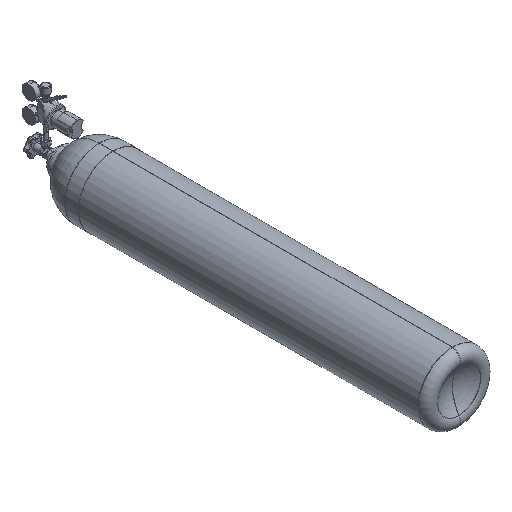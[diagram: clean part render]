
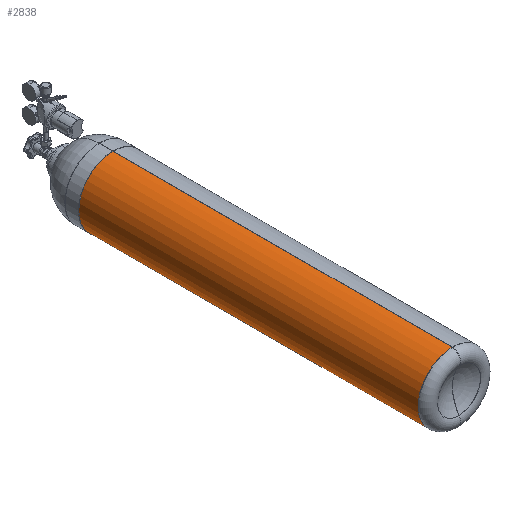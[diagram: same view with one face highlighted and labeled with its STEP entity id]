
A CAD part, isometric view. The second image highlights one B-rep face of the part: STEP entity #2838.
In plain terms, the highlighted cylindrical face has radius 125 mm (diameter 250 mm), a partial arc.
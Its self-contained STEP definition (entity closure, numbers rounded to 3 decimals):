
#258 = CYLINDRICAL_SURFACE ( 'NONE', #11167, 125. ) ;
#658 = VERTEX_POINT ( 'NONE', #11058 ) ;
#1040 = EDGE_CURVE ( 'NONE', #13563, #11986, #3014, .T. ) ;
#1572 = EDGE_CURVE ( 'NONE', #13563, #8248, #7115, .T. ) ;
#2838 = ADVANCED_FACE ( 'NONE', ( #10489 ), #258, .T. ) ;
#2871 = VECTOR ( 'NONE', #5663, 1000. ) ;
#3014 = CIRCLE ( 'NONE', #14687, 125. ) ;
#3600 = VECTOR ( 'NONE', #3982, 1000. ) ;
#3782 = DIRECTION ( 'NONE',  ( 0., 0., -1. ) ) ;
#3982 = DIRECTION ( 'NONE',  ( 0., -1., 0. ) ) ;
#5342 = DIRECTION ( 'NONE',  ( 0., -1., 0. ) ) ;
#5540 = CARTESIAN_POINT ( 'NONE',  ( 0., 0., 125. ) ) ;
#5622 = CARTESIAN_POINT ( 'NONE',  ( 0., 30., 125. ) ) ;
#5663 = DIRECTION ( 'NONE',  ( 0., -1., 0. ) ) ;
#6030 = CARTESIAN_POINT ( 'NONE',  ( 0., 1317.208, -125. ) ) ;
#7115 = LINE ( 'NONE', #5540, #3600 ) ;
#7223 = CARTESIAN_POINT ( 'NONE',  ( 0., 0., -125. ) ) ;
#7571 = ORIENTED_EDGE ( 'NONE', *, *, #9103, .T. ) ;
#7598 = EDGE_CURVE ( 'NONE', #8248, #658, #9404, .T. ) ;
#8248 = VERTEX_POINT ( 'NONE', #5622 ) ;
#8461 = CARTESIAN_POINT ( 'NONE',  ( 0., 1317.208, 0. ) ) ;
#8659 = DIRECTION ( 'NONE',  ( 0., 0., -1. ) ) ;
#8773 = LINE ( 'NONE', #7223, #2871 ) ;
#9103 = EDGE_CURVE ( 'NONE', #11986, #658, #8773, .T. ) ;
#9404 = CIRCLE ( 'NONE', #13001, 125. ) ;
#9987 = DIRECTION ( 'NONE',  ( 0., 0., -1. ) ) ;
#10216 = DIRECTION ( 'NONE',  ( 0., -1., 0. ) ) ;
#10489 = FACE_OUTER_BOUND ( 'NONE', #10821, .T. ) ;
#10821 = EDGE_LOOP ( 'NONE', ( #12944, #11609, #7571, #11894 ) ) ;
#11058 = CARTESIAN_POINT ( 'NONE',  ( 0., 30., -125. ) ) ;
#11167 = AXIS2_PLACEMENT_3D ( 'NONE', #13116, #11557, #9987 ) ;
#11557 = DIRECTION ( 'NONE',  ( 0., -1., 0. ) ) ;
#11609 = ORIENTED_EDGE ( 'NONE', *, *, #1040, .T. ) ;
#11790 = CARTESIAN_POINT ( 'NONE',  ( 0., 30., 0. ) ) ;
#11894 = ORIENTED_EDGE ( 'NONE', *, *, #7598, .F. ) ;
#11986 = VERTEX_POINT ( 'NONE', #6030 ) ;
#12944 = ORIENTED_EDGE ( 'NONE', *, *, #1572, .F. ) ;
#13001 = AXIS2_PLACEMENT_3D ( 'NONE', #11790, #10216, #8659 ) ;
#13116 = CARTESIAN_POINT ( 'NONE',  ( 0., 0., 0. ) ) ;
#13563 = VERTEX_POINT ( 'NONE', #14813 ) ;
#14687 = AXIS2_PLACEMENT_3D ( 'NONE', #8461, #5342, #3782 ) ;
#14813 = CARTESIAN_POINT ( 'NONE',  ( 0., 1317.208, 125. ) ) ;
